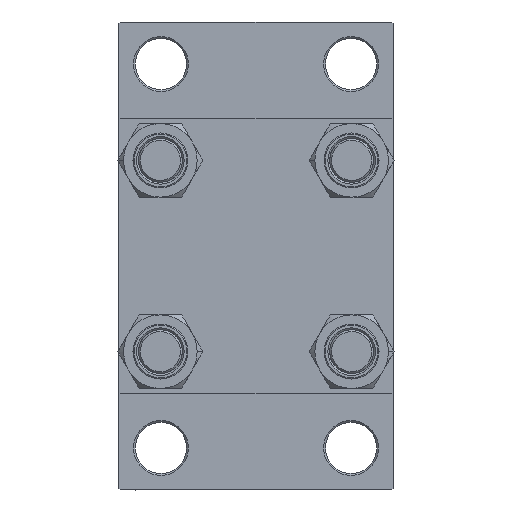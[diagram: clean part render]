
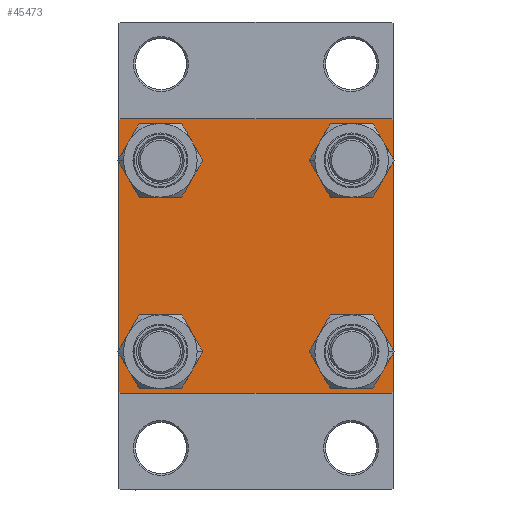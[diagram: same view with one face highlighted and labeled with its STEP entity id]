
A CAD part, left-side view. The second image highlights one B-rep face of the part: STEP entity #45473.
In plain terms, the highlighted planar face has unit normal (-1, 0, 0).
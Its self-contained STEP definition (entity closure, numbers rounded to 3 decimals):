
#868 = CARTESIAN_POINT ( 'NONE',  ( 0., 37.5, 37. ) ) ;
#945 = VERTEX_POINT ( 'NONE', #1316 ) ;
#1143 = DIRECTION ( 'NONE',  ( 1., 0., 0. ) ) ;
#1205 = EDGE_CURVE ( 'NONE', #29939, #3427, #41868, .T. ) ;
#1316 = CARTESIAN_POINT ( 'NONE',  ( 0., 26.15, -19.65 ) ) ;
#1723 = VERTEX_POINT ( 'NONE', #21540 ) ;
#2063 = EDGE_CURVE ( 'NONE', #20174, #19345, #45375, .T. ) ;
#2103 = ORIENTED_EDGE ( 'NONE', *, *, #4091, .T. ) ;
#3427 = VERTEX_POINT ( 'NONE', #40686 ) ;
#3495 = ORIENTED_EDGE ( 'NONE', *, *, #22487, .T. ) ;
#3667 = CIRCLE ( 'NONE', #46565, 6.5 ) ;
#4091 = EDGE_CURVE ( 'NONE', #31086, #6419, #3667, .T. ) ;
#4286 = ORIENTED_EDGE ( 'NONE', *, *, #12138, .F. ) ;
#4427 = CARTESIAN_POINT ( 'NONE',  ( 0., 37.5, -37. ) ) ;
#4682 = VECTOR ( 'NONE', #27512, 1000. ) ;
#4813 = CARTESIAN_POINT ( 'NONE',  ( 0., -37.5, -37. ) ) ;
#4889 = CIRCLE ( 'NONE', #33992, 6.5 ) ;
#4999 = EDGE_CURVE ( 'NONE', #1723, #20174, #30688, .T. ) ;
#5680 = EDGE_LOOP ( 'NONE', ( #14815, #18166 ) ) ;
#5844 = AXIS2_PLACEMENT_3D ( 'NONE', #40792, #41267, #7943 ) ;
#6419 = VERTEX_POINT ( 'NONE', #35842 ) ;
#7943 = DIRECTION ( 'NONE',  ( 0., 0., 1. ) ) ;
#8143 = CIRCLE ( 'NONE', #5844, 6.5 ) ;
#8465 = CARTESIAN_POINT ( 'NONE',  ( 0., 26.15, 32.65 ) ) ;
#8487 = FACE_OUTER_BOUND ( 'NONE', #31729, .T. ) ;
#8586 = VERTEX_POINT ( 'NONE', #4427 ) ;
#9207 = LINE ( 'NONE', #28178, #46012 ) ;
#9440 = CIRCLE ( 'NONE', #36250, 6.5 ) ;
#10233 = VERTEX_POINT ( 'NONE', #8465 ) ;
#12138 = EDGE_CURVE ( 'NONE', #47374, #19345, #9207, .T. ) ;
#12467 = ORIENTED_EDGE ( 'NONE', *, *, #38988, .T. ) ;
#12813 = EDGE_CURVE ( 'NONE', #13086, #34519, #17180, .T. ) ;
#12866 = CIRCLE ( 'NONE', #39682, 6.5 ) ;
#13086 = VERTEX_POINT ( 'NONE', #45675 ) ;
#13280 = DIRECTION ( 'NONE',  ( 1., 0., 0. ) ) ;
#13482 = DIRECTION ( 'NONE',  ( 1., 0., 0. ) ) ;
#14138 = CARTESIAN_POINT ( 'NONE',  ( 0., 26.15, 26.15 ) ) ;
#14291 = CARTESIAN_POINT ( 'NONE',  ( 0., 37.5, 37.5 ) ) ;
#14815 = ORIENTED_EDGE ( 'NONE', *, *, #28623, .T. ) ;
#15480 = ORIENTED_EDGE ( 'NONE', *, *, #28075, .T. ) ;
#15498 = CARTESIAN_POINT ( 'NONE',  ( 0., -37.5, 37. ) ) ;
#15776 = CARTESIAN_POINT ( 'NONE',  ( 0., 26.15, 19.65 ) ) ;
#16373 = DIRECTION ( 'NONE',  ( 0., 0., 1. ) ) ;
#16375 = CARTESIAN_POINT ( 'NONE',  ( 0., 0., 0. ) ) ;
#16389 = VECTOR ( 'NONE', #41317, 1000. ) ;
#17180 = LINE ( 'NONE', #46447, #4682 ) ;
#18166 = ORIENTED_EDGE ( 'NONE', *, *, #1205, .T. ) ;
#18179 = LINE ( 'NONE', #36641, #25523 ) ;
#19044 = PLANE ( 'NONE',  #22648 ) ;
#19068 = CARTESIAN_POINT ( 'NONE',  ( 0., -26.15, 19.65 ) ) ;
#19127 = DIRECTION ( 'NONE',  ( 0., 0., 1. ) ) ;
#19296 = DIRECTION ( 'NONE',  ( 1., 0., 0. ) ) ;
#19345 = VERTEX_POINT ( 'NONE', #4813 ) ;
#19520 = DIRECTION ( 'NONE',  ( -1., 0., 0. ) ) ;
#19536 = DIRECTION ( 'NONE',  ( 0., 0., 1. ) ) ;
#19759 = FACE_BOUND ( 'NONE', #5680, .T. ) ;
#19961 = DIRECTION ( 'NONE',  ( 0., -0.707, 0.707 ) ) ;
#19962 = CARTESIAN_POINT ( 'NONE',  ( 0., 26.15, -32.65 ) ) ;
#19986 = DIRECTION ( 'NONE',  ( 1., 0., 0. ) ) ;
#20174 = VERTEX_POINT ( 'NONE', #30122 ) ;
#20458 = CARTESIAN_POINT ( 'NONE',  ( 0., 26.15, -26.15 ) ) ;
#20496 = CARTESIAN_POINT ( 'NONE',  ( 0., -26.15, -26.15 ) ) ;
#20957 = DIRECTION ( 'NONE',  ( 0., 0., 1. ) ) ;
#21156 = AXIS2_PLACEMENT_3D ( 'NONE', #30868, #1143, #19127 ) ;
#21540 = CARTESIAN_POINT ( 'NONE',  ( 0., 37., -37.5 ) ) ;
#21656 = CARTESIAN_POINT ( 'NONE',  ( 0., -26.15, -26.15 ) ) ;
#22216 = EDGE_LOOP ( 'NONE', ( #34416, #2103 ) ) ;
#22487 = EDGE_CURVE ( 'NONE', #42903, #945, #9440, .T. ) ;
#22548 = CARTESIAN_POINT ( 'NONE',  ( 0., -26.15, 26.15 ) ) ;
#22603 = EDGE_CURVE ( 'NONE', #6419, #31086, #4889, .T. ) ;
#22648 = AXIS2_PLACEMENT_3D ( 'NONE', #16375, #19520, #33675 ) ;
#23072 = ORIENTED_EDGE ( 'NONE', *, *, #34335, .T. ) ;
#23354 = FACE_BOUND ( 'NONE', #28048, .T. ) ;
#25493 = CARTESIAN_POINT ( 'NONE',  ( 0., 37.5, -37.5 ) ) ;
#25523 = VECTOR ( 'NONE', #40231, 1000. ) ;
#25555 = ORIENTED_EDGE ( 'NONE', *, *, #38995, .T. ) ;
#25852 = LINE ( 'NONE', #44307, #32404 ) ;
#25969 = DIRECTION ( 'NONE',  ( 1., 0., 0. ) ) ;
#26686 = CARTESIAN_POINT ( 'NONE',  ( 0., -37.25, -37.25 ) ) ;
#26718 = FACE_BOUND ( 'NONE', #32578, .T. ) ;
#27248 = ORIENTED_EDGE ( 'NONE', *, *, #4999, .T. ) ;
#27365 = VECTOR ( 'NONE', #19961, 1000. ) ;
#27512 = DIRECTION ( 'NONE',  ( 0., -1., 0. ) ) ;
#27954 = CARTESIAN_POINT ( 'NONE',  ( 0., 37.25, 37.25 ) ) ;
#28048 = EDGE_LOOP ( 'NONE', ( #37559, #3495 ) ) ;
#28075 = EDGE_CURVE ( 'NONE', #32721, #10233, #41825, .T. ) ;
#28144 = DIRECTION ( 'NONE',  ( 0., 0., 1. ) ) ;
#28178 = CARTESIAN_POINT ( 'NONE',  ( 0., -37.5, 37.5 ) ) ;
#28479 = ORIENTED_EDGE ( 'NONE', *, *, #2063, .T. ) ;
#28623 = EDGE_CURVE ( 'NONE', #3427, #29939, #39496, .T. ) ;
#29409 = LINE ( 'NONE', #14291, #16389 ) ;
#29795 = EDGE_CURVE ( 'NONE', #945, #42903, #8143, .T. ) ;
#29939 = VERTEX_POINT ( 'NONE', #36188 ) ;
#30122 = CARTESIAN_POINT ( 'NONE',  ( 0., -37., -37.5 ) ) ;
#30365 = AXIS2_PLACEMENT_3D ( 'NONE', #21656, #25969, #40350 ) ;
#30688 = LINE ( 'NONE', #25493, #31303 ) ;
#30826 = ORIENTED_EDGE ( 'NONE', *, *, #12813, .F. ) ;
#30868 = CARTESIAN_POINT ( 'NONE',  ( 0., 26.15, 26.15 ) ) ;
#31086 = VERTEX_POINT ( 'NONE', #19068 ) ;
#31303 = VECTOR ( 'NONE', #40114, 1000. ) ;
#31729 = EDGE_LOOP ( 'NONE', ( #36142, #12467, #27248, #28479, #4286, #25555, #30826, #43872 ) ) ;
#32404 = VECTOR ( 'NONE', #37097, 1000. ) ;
#32578 = EDGE_LOOP ( 'NONE', ( #23072, #15480 ) ) ;
#32721 = VERTEX_POINT ( 'NONE', #15776 ) ;
#32974 = FACE_BOUND ( 'NONE', #22216, .T. ) ;
#33145 = EDGE_CURVE ( 'NONE', #13086, #44545, #46405, .T. ) ;
#33675 = DIRECTION ( 'NONE',  ( 0., 0., 1. ) ) ;
#33992 = AXIS2_PLACEMENT_3D ( 'NONE', #37759, #19296, #19536 ) ;
#34335 = EDGE_CURVE ( 'NONE', #10233, #32721, #12866, .T. ) ;
#34416 = ORIENTED_EDGE ( 'NONE', *, *, #22603, .T. ) ;
#34519 = VERTEX_POINT ( 'NONE', #38796 ) ;
#35131 = DIRECTION ( 'NONE',  ( 0., 0.707, -0.707 ) ) ;
#35842 = CARTESIAN_POINT ( 'NONE',  ( 0., -26.15, 32.65 ) ) ;
#36142 = ORIENTED_EDGE ( 'NONE', *, *, #42841, .T. ) ;
#36188 = CARTESIAN_POINT ( 'NONE',  ( 0., -26.15, -32.65 ) ) ;
#36250 = AXIS2_PLACEMENT_3D ( 'NONE', #20458, #13482, #28144 ) ;
#36641 = CARTESIAN_POINT ( 'NONE',  ( 0., 37.25, -37.25 ) ) ;
#37097 = DIRECTION ( 'NONE',  ( 0., 0.707, 0.707 ) ) ;
#37559 = ORIENTED_EDGE ( 'NONE', *, *, #29795, .T. ) ;
#37759 = CARTESIAN_POINT ( 'NONE',  ( 0., -26.15, 26.15 ) ) ;
#38233 = DIRECTION ( 'NONE',  ( 0., 0., -1. ) ) ;
#38796 = CARTESIAN_POINT ( 'NONE',  ( 0., -37., 37.5 ) ) ;
#38988 = EDGE_CURVE ( 'NONE', #8586, #1723, #18179, .T. ) ;
#38995 = EDGE_CURVE ( 'NONE', #47374, #34519, #25852, .T. ) ;
#39496 = CIRCLE ( 'NONE', #45624, 6.5 ) ;
#39682 = AXIS2_PLACEMENT_3D ( 'NONE', #14138, #19986, #16373 ) ;
#40114 = DIRECTION ( 'NONE',  ( 0., -1., 0. ) ) ;
#40231 = DIRECTION ( 'NONE',  ( 0., -0.707, -0.707 ) ) ;
#40350 = DIRECTION ( 'NONE',  ( 0., 0., 1. ) ) ;
#40531 = DIRECTION ( 'NONE',  ( 0., 0., 1. ) ) ;
#40686 = CARTESIAN_POINT ( 'NONE',  ( 0., -26.15, -19.65 ) ) ;
#40792 = CARTESIAN_POINT ( 'NONE',  ( 0., 26.15, -26.15 ) ) ;
#41267 = DIRECTION ( 'NONE',  ( 1., 0., 0. ) ) ;
#41317 = DIRECTION ( 'NONE',  ( 0., 0., -1. ) ) ;
#41825 = CIRCLE ( 'NONE', #21156, 6.5 ) ;
#41868 = CIRCLE ( 'NONE', #30365, 6.5 ) ;
#42841 = EDGE_CURVE ( 'NONE', #44545, #8586, #29409, .T. ) ;
#42903 = VERTEX_POINT ( 'NONE', #19962 ) ;
#43872 = ORIENTED_EDGE ( 'NONE', *, *, #33145, .T. ) ;
#44307 = CARTESIAN_POINT ( 'NONE',  ( 0., -37.25, 37.25 ) ) ;
#44545 = VERTEX_POINT ( 'NONE', #868 ) ;
#44596 = DIRECTION ( 'NONE',  ( 1., 0., 0. ) ) ;
#44909 = VECTOR ( 'NONE', #35131, 1000. ) ;
#45375 = LINE ( 'NONE', #26686, #27365 ) ;
#45473 = ADVANCED_FACE ( 'NONE', ( #32974, #19759, #23354, #26718, #8487 ), #19044, .T. ) ;
#45624 = AXIS2_PLACEMENT_3D ( 'NONE', #20496, #13280, #20957 ) ;
#45675 = CARTESIAN_POINT ( 'NONE',  ( 0., 37., 37.5 ) ) ;
#46012 = VECTOR ( 'NONE', #38233, 1000. ) ;
#46405 = LINE ( 'NONE', #27954, #44909 ) ;
#46447 = CARTESIAN_POINT ( 'NONE',  ( 0., 37.5, 37.5 ) ) ;
#46565 = AXIS2_PLACEMENT_3D ( 'NONE', #22548, #44596, #40531 ) ;
#47374 = VERTEX_POINT ( 'NONE', #15498 ) ;
